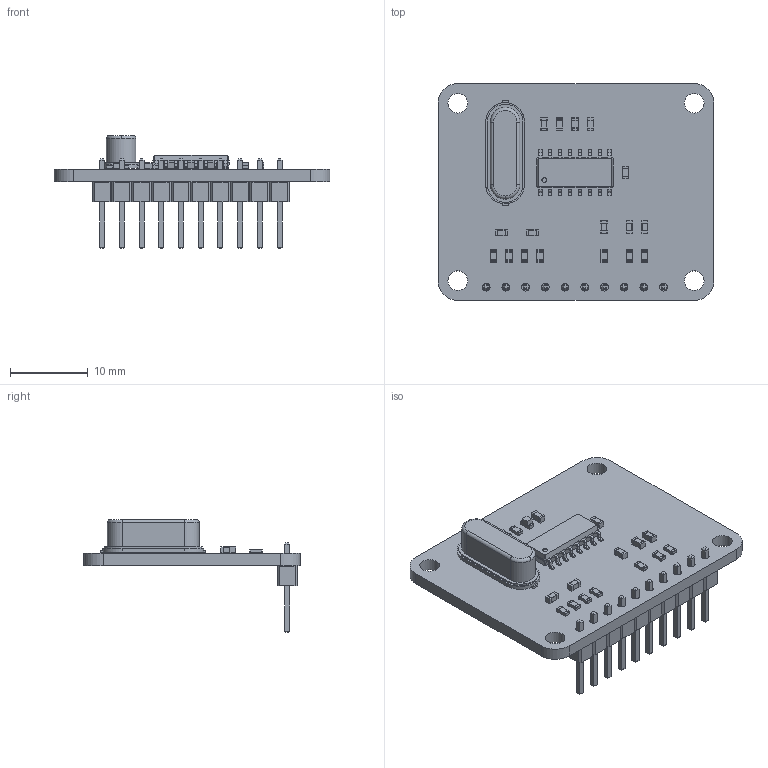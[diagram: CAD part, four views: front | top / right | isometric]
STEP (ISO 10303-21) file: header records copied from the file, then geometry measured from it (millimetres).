
FILE_DESCRIPTION(('KiCad electronic assembly'),'2;1');
FILE_NAME('CS5490_Breakout.step','2020-06-13T20:54:36',('An Author'),( 'A Company'),'Open CASCADE STEP processor 6.9', 'KiCad to STEP converter','Unknown');
FILE_SCHEMA(('AUTOMOTIVE_DESIGN { 1 0 10303 214 1 1 1 1 }'));
Length unit declared in the file: millimetre
Products named in the file (14): Open CASCADE STEP translator 6.9 1; LED_0603_1608Metric; SOLID; R_0603_1608Metric; C_0603_1608Metric; crystal-smd; PinHeader_1x10_P2.54mm_Vertical; SOIC-16_3.9x9.9mm_P1.27mm; COMPOUND
Assembly tree (27 placements, depth 3):
  Open CASCADE STEP translator 6.9 1
    LED_0603_1608Metric
      SOLID
    R_0603_1608Metric  x8
      SOLID
    C_0603_1608Metric  x8
      SOLID
    crystal-smd
      SOLID
    PinHeader_1x10_P2.54mm_Vertical
      SOLID
    SOIC-16_3.9x9.9mm_P1.27mm
      SOLID
    COMPOUND
Bounding box: 35.56 x 27.94 x 14.54 mm (x, y, z)
Volume: 1994.8 mm3; surface area: 3200.2 mm2
Topology: 21 solids, 21 shells, 1062 faces, 2728 edges, 1748 vertices
Faces by surface type: plane 757, cylinder 262, bspline 40, torus 3
Full cylindrical faces by diameter (mm): 0.6 x1, 1 x10, 2.54 x4
Entity records: 48005 total; most frequent: CARTESIAN_POINT 7870, DIRECTION 6626, LINE 4627, VECTOR 4627, ORIENTED_EDGE 3496, PCURVE 3496, DEFINITIONAL_REPRESENTATION 3496, EDGE_CURVE 1748
